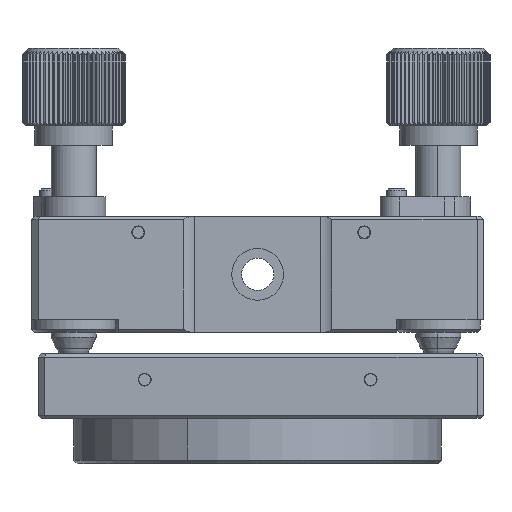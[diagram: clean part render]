
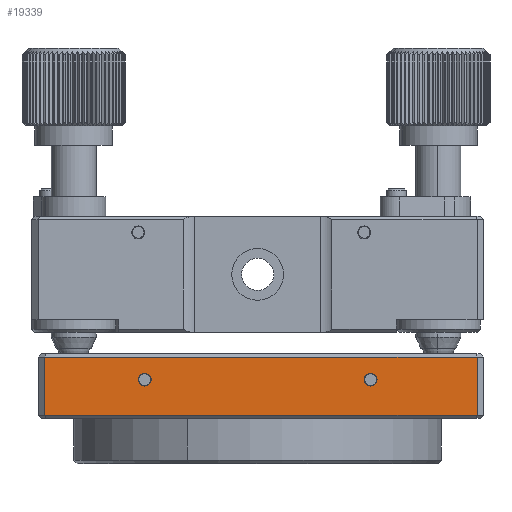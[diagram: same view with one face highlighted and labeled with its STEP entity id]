
A CAD part, front view. The second image highlights one B-rep face of the part: STEP entity #19339.
In plain terms, the highlighted planar face has unit normal (0, -1, 0).
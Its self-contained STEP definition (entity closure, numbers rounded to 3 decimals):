
#237 = CARTESIAN_POINT ( 'NONE',  ( 21.607, -31.717, 57.7 ) ) ;
#846 = CARTESIAN_POINT ( 'NONE',  ( -46.393, -31.717, 57.2 ) ) ;
#2212 = CARTESIAN_POINT ( 'NONE',  ( 5.107, -31.717, 52.7 ) ) ;
#3025 = FACE_BOUND ( 'NONE', #11326, .T. ) ;
#3099 = DIRECTION ( 'NONE',  ( 0., 0., 1. ) ) ;
#3199 = DIRECTION ( 'NONE',  ( 0., 0., -1. ) ) ;
#3640 = VERTEX_POINT ( 'NONE', #26980 ) ;
#3818 = CARTESIAN_POINT ( 'NONE',  ( -45.393, -31.717, 48.2 ) ) ;
#4058 = CIRCLE ( 'NONE', #33015, 1. ) ;
#4190 = CARTESIAN_POINT ( 'NONE',  ( 5.107, -31.717, 54.7 ) ) ;
#4481 = EDGE_CURVE ( 'NONE', #23213, #20244, #26465, .T. ) ;
#4925 = CARTESIAN_POINT ( 'NONE',  ( -45.393, -31.717, 57.7 ) ) ;
#5124 = CIRCLE ( 'NONE', #17510, 1. ) ;
#5297 = EDGE_CURVE ( 'NONE', #11463, #25984, #5124, .T. ) ;
#5304 = DIRECTION ( 'NONE',  ( 0., 0., 1. ) ) ;
#8627 = DIRECTION ( 'NONE',  ( 0., -1., 0. ) ) ;
#9664 = EDGE_CURVE ( 'NONE', #28627, #29601, #25735, .T. ) ;
#9934 = FACE_OUTER_BOUND ( 'NONE', #13094, .T. ) ;
#10301 = LINE ( 'NONE', #846, #24730 ) ;
#11326 = EDGE_LOOP ( 'NONE', ( #24199, #21500 ) ) ;
#11463 = VERTEX_POINT ( 'NONE', #28522 ) ;
#12216 = DIRECTION ( 'NONE',  ( 0., -1., 0. ) ) ;
#12472 = EDGE_CURVE ( 'NONE', #22976, #28627, #25734, .T. ) ;
#12926 = AXIS2_PLACEMENT_3D ( 'NONE', #34084, #12216, #14973 ) ;
#13059 = EDGE_LOOP ( 'NONE', ( #26590, #16448 ) ) ;
#13094 = EDGE_LOOP ( 'NONE', ( #31719, #14386, #24178, #20923 ) ) ;
#13132 = AXIS2_PLACEMENT_3D ( 'NONE', #29831, #21774, #5304 ) ;
#14157 = EDGE_CURVE ( 'NONE', #29601, #3640, #31663, .T. ) ;
#14386 = ORIENTED_EDGE ( 'NONE', *, *, #28451, .T. ) ;
#14523 = CARTESIAN_POINT ( 'NONE',  ( 5.107, -31.717, 53.7 ) ) ;
#14973 = DIRECTION ( 'NONE',  ( 0., 0., -1. ) ) ;
#16448 = ORIENTED_EDGE ( 'NONE', *, *, #4481, .F. ) ;
#16579 = DIRECTION ( 'NONE',  ( 1., 0., 0. ) ) ;
#17510 = AXIS2_PLACEMENT_3D ( 'NONE', #22315, #8627, #32765 ) ;
#17848 = CIRCLE ( 'NONE', #20586, 1. ) ;
#18712 = DIRECTION ( 'NONE',  ( 0., 0., -1. ) ) ;
#19339 = ADVANCED_FACE ( 'NONE', ( #25381, #3025, #9934 ), #26817, .F. ) ;
#20244 = VERTEX_POINT ( 'NONE', #2212 ) ;
#20586 = AXIS2_PLACEMENT_3D ( 'NONE', #14523, #24967, #3199 ) ;
#20923 = ORIENTED_EDGE ( 'NONE', *, *, #9664, .T. ) ;
#21500 = ORIENTED_EDGE ( 'NONE', *, *, #5297, .F. ) ;
#21774 = DIRECTION ( 'NONE',  ( 0., 1., 0. ) ) ;
#22315 = CARTESIAN_POINT ( 'NONE',  ( -29.893, -31.717, 53.7 ) ) ;
#22976 = VERTEX_POINT ( 'NONE', #26462 ) ;
#23213 = VERTEX_POINT ( 'NONE', #4190 ) ;
#23498 = EDGE_CURVE ( 'NONE', #20244, #23213, #17848, .T. ) ;
#24178 = ORIENTED_EDGE ( 'NONE', *, *, #12472, .T. ) ;
#24195 = DIRECTION ( 'NONE',  ( 0., 0., -1. ) ) ;
#24199 = ORIENTED_EDGE ( 'NONE', *, *, #31125, .F. ) ;
#24730 = VECTOR ( 'NONE', #28491, 1000. ) ;
#24967 = DIRECTION ( 'NONE',  ( 0., -1., 0. ) ) ;
#25381 = FACE_BOUND ( 'NONE', #13059, .T. ) ;
#25734 = LINE ( 'NONE', #4925, #28349 ) ;
#25735 = LINE ( 'NONE', #35032, #32612 ) ;
#25984 = VERTEX_POINT ( 'NONE', #29760 ) ;
#26462 = CARTESIAN_POINT ( 'NONE',  ( -45.393, -31.717, 57.2 ) ) ;
#26465 = CIRCLE ( 'NONE', #12926, 1. ) ;
#26590 = ORIENTED_EDGE ( 'NONE', *, *, #23498, .F. ) ;
#26817 = PLANE ( 'NONE',  #13132 ) ;
#26980 = CARTESIAN_POINT ( 'NONE',  ( 21.607, -31.717, 57.2 ) ) ;
#27257 = CARTESIAN_POINT ( 'NONE',  ( -29.893, -31.717, 53.7 ) ) ;
#28244 = VECTOR ( 'NONE', #3099, 1000. ) ;
#28349 = VECTOR ( 'NONE', #24195, 1000. ) ;
#28451 = EDGE_CURVE ( 'NONE', #3640, #22976, #10301, .T. ) ;
#28491 = DIRECTION ( 'NONE',  ( -1., 0., 0. ) ) ;
#28522 = CARTESIAN_POINT ( 'NONE',  ( -29.893, -31.717, 54.7 ) ) ;
#28627 = VERTEX_POINT ( 'NONE', #3818 ) ;
#29601 = VERTEX_POINT ( 'NONE', #33004 ) ;
#29760 = CARTESIAN_POINT ( 'NONE',  ( -29.893, -31.717, 52.7 ) ) ;
#29831 = CARTESIAN_POINT ( 'NONE',  ( -46.393, -31.717, 57.7 ) ) ;
#31125 = EDGE_CURVE ( 'NONE', #25984, #11463, #4058, .T. ) ;
#31663 = LINE ( 'NONE', #237, #28244 ) ;
#31719 = ORIENTED_EDGE ( 'NONE', *, *, #14157, .T. ) ;
#32612 = VECTOR ( 'NONE', #16579, 1000. ) ;
#32765 = DIRECTION ( 'NONE',  ( 0., 0., -1. ) ) ;
#33004 = CARTESIAN_POINT ( 'NONE',  ( 21.607, -31.717, 48.2 ) ) ;
#33015 = AXIS2_PLACEMENT_3D ( 'NONE', #27257, #35408, #18712 ) ;
#34084 = CARTESIAN_POINT ( 'NONE',  ( 5.107, -31.717, 53.7 ) ) ;
#35032 = CARTESIAN_POINT ( 'NONE',  ( 21.607, -31.717, 48.2 ) ) ;
#35408 = DIRECTION ( 'NONE',  ( 0., -1., 0. ) ) ;
